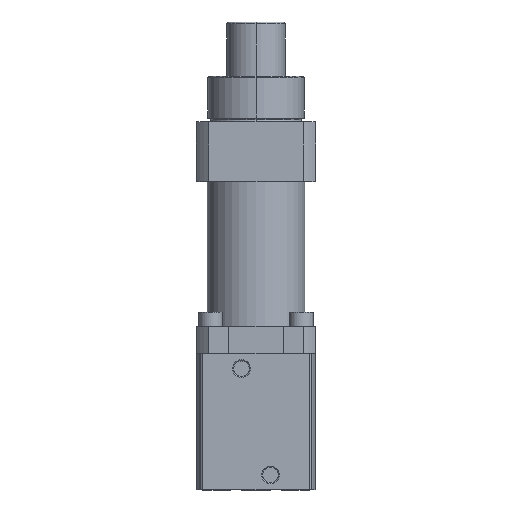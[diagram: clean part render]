
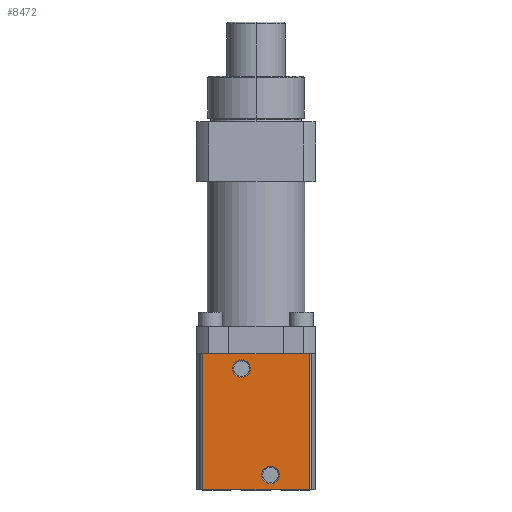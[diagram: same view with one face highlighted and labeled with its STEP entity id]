
A CAD part, top view. The second image highlights one B-rep face of the part: STEP entity #8472.
In plain terms, the highlighted planar face has unit normal (0, 0, 1).
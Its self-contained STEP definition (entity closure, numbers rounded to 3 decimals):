
#313 = AXIS2_PLACEMENT_3D ( 'NONE', #3830, #3822, #3837 ) ;
#1230 = VERTEX_POINT ( 'NONE', #1398 ) ;
#1232 = VERTEX_POINT ( 'NONE', #1400 ) ;
#1236 = VERTEX_POINT ( 'NONE', #1404 ) ;
#1241 = VERTEX_POINT ( 'NONE', #1409 ) ;
#1398 = CARTESIAN_POINT ( 'NONE',  ( 29.399, -203., 32.75 ) ) ;
#1400 = CARTESIAN_POINT ( 'NONE',  ( -29.399, -203., 32.75 ) ) ;
#1404 = CARTESIAN_POINT ( 'NONE',  ( 29.399, -128., 32.75 ) ) ;
#1409 = CARTESIAN_POINT ( 'NONE',  ( -29.399, -128., 32.75 ) ) ;
#1589 = CARTESIAN_POINT ( 'NONE',  ( 8., -194.8, 32.75 ) ) ;
#1590 = DIRECTION ( 'NONE',  ( 0., 0., -1. ) ) ;
#1591 = DIRECTION ( 'NONE',  ( 0., -1., 0. ) ) ;
#1650 = CARTESIAN_POINT ( 'NONE',  ( -8., -136.2, 32.75 ) ) ;
#1651 = DIRECTION ( 'NONE',  ( 0., 0., -1. ) ) ;
#1652 = DIRECTION ( 'NONE',  ( 0., -1., 0. ) ) ;
#2321 = EDGE_CURVE ( 'NONE', #9843, #9898, #10913, .T. ) ;
#2342 = EDGE_CURVE ( 'NONE', #9864, #9904, #10894, .T. ) ;
#2814 = EDGE_LOOP ( 'NONE', ( #9021, #9022, #9023, #9024 ) ) ;
#2898 = EDGE_LOOP ( 'NONE', ( #9027, #9028 ) ) ;
#3822 = DIRECTION ( 'NONE',  ( 0., 0., 1. ) ) ;
#3830 = CARTESIAN_POINT ( 'NONE',  ( -29.399, -128., 32.75 ) ) ;
#3831 = FACE_OUTER_BOUND ( 'NONE', #2814, .T. ) ;
#3833 = FACE_BOUND ( 'NONE', #9436, .T. ) ;
#3834 = FACE_BOUND ( 'NONE', #2898, .T. ) ;
#3835 = PLANE ( 'NONE',  #313 ) ;
#3837 = DIRECTION ( 'NONE',  ( 0., -1., 0. ) ) ;
#5923 = CARTESIAN_POINT ( 'NONE',  ( 8., -199.664, 32.75 ) ) ;
#5944 = CARTESIAN_POINT ( 'NONE',  ( -8., -141.064, 32.75 ) ) ;
#5978 = CARTESIAN_POINT ( 'NONE',  ( 8., -189.936, 32.75 ) ) ;
#5984 = CARTESIAN_POINT ( 'NONE',  ( -8., -131.336, 32.75 ) ) ;
#7327 = CARTESIAN_POINT ( 'NONE',  ( 8., -194.8, 32.75 ) ) ;
#7328 = DIRECTION ( 'NONE',  ( 0., 0., -1. ) ) ;
#7329 = DIRECTION ( 'NONE',  ( 0., -1., 0. ) ) ;
#7330 = LINE ( 'NONE', #7331, #9670 ) ;
#7331 = CARTESIAN_POINT ( 'NONE',  ( -29.399, -203., 32.75 ) ) ;
#7332 = CARTESIAN_POINT ( 'NONE',  ( -8., -136.2, 32.75 ) ) ;
#7333 = DIRECTION ( 'NONE',  ( 0., 0., -1. ) ) ;
#7334 = DIRECTION ( 'NONE',  ( 0., -1., 0. ) ) ;
#7338 = DIRECTION ( 'NONE',  ( 1., 0., 0. ) ) ;
#7339 = LINE ( 'NONE', #7340, #9665 ) ;
#7340 = CARTESIAN_POINT ( 'NONE',  ( 29.399, -128., 32.75 ) ) ;
#7344 = LINE ( 'NONE', #7345, #9662 ) ;
#7345 = CARTESIAN_POINT ( 'NONE',  ( -29.399, -128., 32.75 ) ) ;
#7349 = DIRECTION ( 'NONE',  ( 0., 1., 0. ) ) ;
#7353 = DIRECTION ( 'NONE',  ( -1., 0., 0. ) ) ;
#7354 = LINE ( 'NONE', #7355, #9660 ) ;
#7355 = CARTESIAN_POINT ( 'NONE',  ( -29.399, -128., 32.75 ) ) ;
#7356 = DIRECTION ( 'NONE',  ( 0., -1., 0. ) ) ;
#7501 = EDGE_CURVE ( 'NONE', #9898, #9843, #9674, .T. ) ;
#7502 = EDGE_CURVE ( 'NONE', #9904, #9864, #9675, .T. ) ;
#7504 = EDGE_CURVE ( 'NONE', #1232, #1230, #7330, .T. ) ;
#7507 = EDGE_CURVE ( 'NONE', #1230, #1236, #7339, .T. ) ;
#7509 = EDGE_CURVE ( 'NONE', #1236, #1241, #7344, .T. ) ;
#7510 = EDGE_CURVE ( 'NONE', #1241, #1232, #7354, .T. ) ;
#8472 = ADVANCED_FACE ( 'NONE', ( #3831, #3833, #3834 ), #3835, .T. ) ;
#9021 = ORIENTED_EDGE ( 'NONE', *, *, #7509, .T. ) ;
#9022 = ORIENTED_EDGE ( 'NONE', *, *, #7510, .T. ) ;
#9023 = ORIENTED_EDGE ( 'NONE', *, *, #7504, .T. ) ;
#9024 = ORIENTED_EDGE ( 'NONE', *, *, #7507, .T. ) ;
#9025 = ORIENTED_EDGE ( 'NONE', *, *, #2342, .T. ) ;
#9026 = ORIENTED_EDGE ( 'NONE', *, *, #7502, .T. ) ;
#9027 = ORIENTED_EDGE ( 'NONE', *, *, #2321, .T. ) ;
#9028 = ORIENTED_EDGE ( 'NONE', *, *, #7501, .T. ) ;
#9436 = EDGE_LOOP ( 'NONE', ( #9025, #9026 ) ) ;
#9660 = VECTOR ( 'NONE', #7356, 1000. ) ;
#9662 = VECTOR ( 'NONE', #7353, 1000. ) ;
#9665 = VECTOR ( 'NONE', #7349, 1000. ) ;
#9670 = VECTOR ( 'NONE', #7338, 1000. ) ;
#9671 = AXIS2_PLACEMENT_3D ( 'NONE', #7332, #7333, #7334 ) ;
#9673 = AXIS2_PLACEMENT_3D ( 'NONE', #7327, #7328, #7329 ) ;
#9674 = CIRCLE ( 'NONE', #9673, 4.864 ) ;
#9675 = CIRCLE ( 'NONE', #9671, 4.864 ) ;
#9843 = VERTEX_POINT ( 'NONE', #5923 ) ;
#9864 = VERTEX_POINT ( 'NONE', #5944 ) ;
#9898 = VERTEX_POINT ( 'NONE', #5978 ) ;
#9904 = VERTEX_POINT ( 'NONE', #5984 ) ;
#10747 = AXIS2_PLACEMENT_3D ( 'NONE', #1589, #1590, #1591 ) ;
#10894 = CIRCLE ( 'NONE', #10925, 4.864 ) ;
#10913 = CIRCLE ( 'NONE', #10747, 4.864 ) ;
#10925 = AXIS2_PLACEMENT_3D ( 'NONE', #1650, #1651, #1652 ) ;
